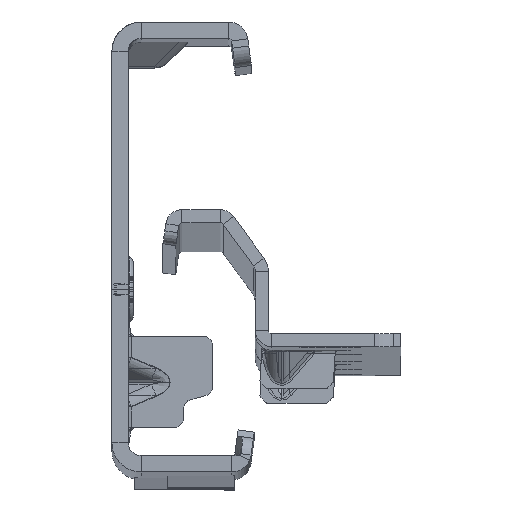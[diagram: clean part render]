
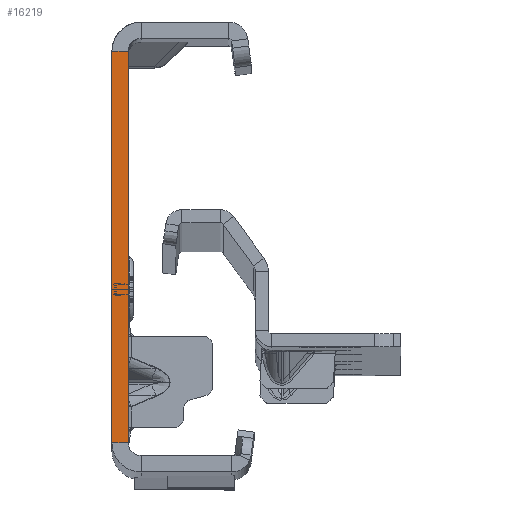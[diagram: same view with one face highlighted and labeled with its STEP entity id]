
A CAD part, top view. The second image highlights one B-rep face of the part: STEP entity #16219.
In plain terms, the highlighted planar face has unit normal (0, 0, 1).
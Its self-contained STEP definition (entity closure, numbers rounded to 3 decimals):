
#23 = EDGE_LOOP ( 'NONE', ( #569, #18642, #21473, #6991 ) ) ;
#569 = ORIENTED_EDGE ( 'NONE', *, *, #17365, .F. ) ;
#2375 = EDGE_CURVE ( 'NONE', #19258, #13034, #21487, .T. ) ;
#4343 = VECTOR ( 'NONE', #6823, 1000. ) ;
#5308 = EDGE_CURVE ( 'NONE', #13034, #17479, #10683, .T. ) ;
#5328 = CARTESIAN_POINT ( 'NONE',  ( 0., 30., 0. ) ) ;
#5475 = CARTESIAN_POINT ( 'NONE',  ( 0., -30., 0. ) ) ;
#6299 = CARTESIAN_POINT ( 'NONE',  ( -2.5, -32., 0. ) ) ;
#6768 = DIRECTION ( 'NONE',  ( 0., -1., 0. ) ) ;
#6823 = DIRECTION ( 'NONE',  ( -1., 0., 0. ) ) ;
#6991 = ORIENTED_EDGE ( 'NONE', *, *, #15988, .F. ) ;
#7263 = VECTOR ( 'NONE', #16785, 1000. ) ;
#8847 = CARTESIAN_POINT ( 'NONE',  ( 0., -30., 0. ) ) ;
#9425 = CARTESIAN_POINT ( 'NONE',  ( 0., 30., 0. ) ) ;
#10578 = LINE ( 'NONE', #12217, #19212 ) ;
#10683 = LINE ( 'NONE', #12557, #19035 ) ;
#10863 = LINE ( 'NONE', #8847, #4343 ) ;
#11103 = VERTEX_POINT ( 'NONE', #5475 ) ;
#12217 = CARTESIAN_POINT ( 'NONE',  ( 0., -32., 0. ) ) ;
#12557 = CARTESIAN_POINT ( 'NONE',  ( -2.5, -32., 0. ) ) ;
#13034 = VERTEX_POINT ( 'NONE', #14828 ) ;
#14828 = CARTESIAN_POINT ( 'NONE',  ( -2.5, 30., 0. ) ) ;
#15988 = EDGE_CURVE ( 'NONE', #11103, #17479, #10863, .T. ) ;
#16219 = ADVANCED_FACE ( 'NONE', ( #17380 ), #17756, .T. ) ;
#16785 = DIRECTION ( 'NONE',  ( -1., 0., 0. ) ) ;
#17365 = EDGE_CURVE ( 'NONE', #19258, #11103, #10578, .T. ) ;
#17380 = FACE_OUTER_BOUND ( 'NONE', #23, .T. ) ;
#17479 = VERTEX_POINT ( 'NONE', #17962 ) ;
#17756 = PLANE ( 'NONE',  #23609 ) ;
#17962 = CARTESIAN_POINT ( 'NONE',  ( -2.5, -30., 0. ) ) ;
#18642 = ORIENTED_EDGE ( 'NONE', *, *, #2375, .T. ) ;
#19035 = VECTOR ( 'NONE', #6768, 1000. ) ;
#19212 = VECTOR ( 'NONE', #23984, 1000. ) ;
#19258 = VERTEX_POINT ( 'NONE', #9425 ) ;
#19506 = DIRECTION ( 'NONE',  ( 0., 0., 1. ) ) ;
#21473 = ORIENTED_EDGE ( 'NONE', *, *, #5308, .T. ) ;
#21486 = DIRECTION ( 'NONE',  ( 1., 0., 0. ) ) ;
#21487 = LINE ( 'NONE', #5328, #7263 ) ;
#23609 = AXIS2_PLACEMENT_3D ( 'NONE', #6299, #19506, #21486 ) ;
#23984 = DIRECTION ( 'NONE',  ( 0., -1., 0. ) ) ;
